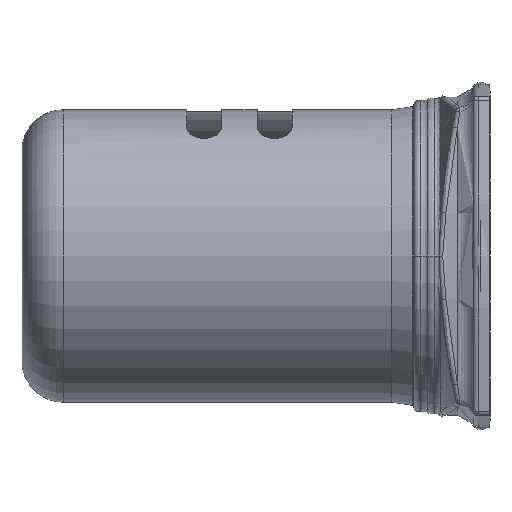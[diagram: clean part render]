
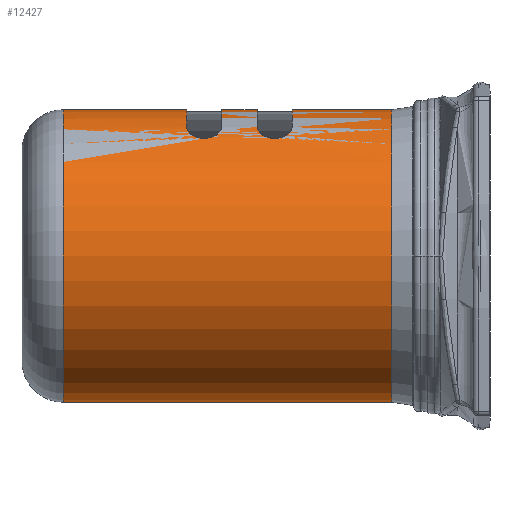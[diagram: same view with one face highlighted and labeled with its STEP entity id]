
A CAD part, left-side view. The second image highlights one B-rep face of the part: STEP entity #12427.
In plain terms, the highlighted cylindrical face has radius 20.765 mm (diameter 41.529 mm), a partial arc.
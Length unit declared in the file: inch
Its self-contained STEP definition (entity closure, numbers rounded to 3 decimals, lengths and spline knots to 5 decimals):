
#11543=CARTESIAN_POINT('',(0.,0.68,0.));
#11544=DIRECTION('',(0.,-1.,0.));
#11545=DIRECTION('',(0.,0.,1.));
#11546=AXIS2_PLACEMENT_3D('',#11543,#11544,#11545);
#11548=DIRECTION('',(0.,1.,0.));
#11549=VECTOR('',#11548,0.55586);
#11550=CARTESIAN_POINT('',(0.,0.12414,0.8175));
#11551=LINE('',#11550,#11549);
#11552=CARTESIAN_POINT('',(0.,0.12414,0.));
#11553=DIRECTION('',(0.,1.,0.));
#11554=DIRECTION('',(0.,0.,-1.));
#11555=AXIS2_PLACEMENT_3D('',#11552,#11553,#11554);
#11557=DIRECTION('',(0.,1.,0.));
#11558=VECTOR('',#11557,1.83586);
#11559=CARTESIAN_POINT('',(0.,0.12414,-0.8175));
#11560=LINE('',#11559,#11558);
#11561=DIRECTION('',(0.,1.,0.));
#11562=VECTOR('',#11561,0.691);
#11563=CARTESIAN_POINT('',(0.,1.269,0.8175));
#11564=LINE('',#11563,#11562);
#11565=CARTESIAN_POINT('',(0.,1.269,0.));
#11566=DIRECTION('',(0.,-1.,0.));
#11567=DIRECTION('',(0.,0.,1.));
#11568=AXIS2_PLACEMENT_3D('',#11565,#11566,#11567);
#11570=CARTESIAN_POINT('',(-0.388,1.074,0.71956));
#11571=CARTESIAN_POINT('',(-0.3948,1.074,0.71589));
#11572=CARTESIAN_POINT('',(-0.40816,1.07538,
0.70844));
#11573=CARTESIAN_POINT('',(-0.42809,1.0818,
0.69658));
#11574=CARTESIAN_POINT('',(-0.44604,1.09227,
0.68519));
#11575=CARTESIAN_POINT('',(-0.46102,1.10587,
0.67517));
#11576=CARTESIAN_POINT('',(-0.4728,1.12204,
0.66695));
#11577=CARTESIAN_POINT('',(-0.48113,1.14029,
0.66094));
#11578=CARTESIAN_POINT('',(-0.48569,1.16092,
0.65758));
#11579=CARTESIAN_POINT('',(-0.48571,1.18193,
0.65757));
#11580=CARTESIAN_POINT('',(-0.48116,1.20265,
0.66092));
#11581=CARTESIAN_POINT('',(-0.47284,1.22089,
0.66692));
#11582=CARTESIAN_POINT('',(-0.46106,1.2371,
0.67514));
#11583=CARTESIAN_POINT('',(-0.44602,1.25075,
0.6852));
#11584=CARTESIAN_POINT('',(-0.42798,1.26125,
0.69664));
#11585=CARTESIAN_POINT('',(-0.40807,1.26764,
0.7085));
#11586=CARTESIAN_POINT('',(-0.39476,1.269,0.71591));
#11587=CARTESIAN_POINT('',(-0.388,1.269,0.71956));
#11589=CARTESIAN_POINT('',(0.,1.074,0.));
#11590=DIRECTION('',(0.,-1.,0.));
#11591=DIRECTION('',(0.,0.,1.));
#11592=AXIS2_PLACEMENT_3D('',#11589,#11590,#11591);
#11594=DIRECTION('',(0.,1.,0.));
#11595=VECTOR('',#11594,0.199);
#11596=CARTESIAN_POINT('',(0.,0.875,0.8175));
#11597=LINE('',#11596,#11595);
#11598=CARTESIAN_POINT('',(0.,0.875,0.));
#11599=DIRECTION('',(0.,-1.,0.));
#11600=DIRECTION('',(0.,0.,1.));
#11601=AXIS2_PLACEMENT_3D('',#11598,#11599,#11600);
#11603=CARTESIAN_POINT('',(-0.388,0.68,0.71956));
#11604=CARTESIAN_POINT('',(-0.3948,0.68,0.71589));
#11605=CARTESIAN_POINT('',(-0.40816,0.68138,
0.70844));
#11606=CARTESIAN_POINT('',(-0.42809,0.6878,
0.69658));
#11607=CARTESIAN_POINT('',(-0.44604,0.69827,
0.68519));
#11608=CARTESIAN_POINT('',(-0.46102,0.71187,
0.67517));
#11609=CARTESIAN_POINT('',(-0.4728,0.72804,
0.66695));
#11610=CARTESIAN_POINT('',(-0.48113,0.74629,
0.66094));
#11611=CARTESIAN_POINT('',(-0.48569,0.76692,
0.65758));
#11612=CARTESIAN_POINT('',(-0.48571,0.78793,
0.65757));
#11613=CARTESIAN_POINT('',(-0.48116,0.80865,
0.66092));
#11614=CARTESIAN_POINT('',(-0.47284,0.82689,
0.66692));
#11615=CARTESIAN_POINT('',(-0.46106,0.8431,
0.67514));
#11616=CARTESIAN_POINT('',(-0.44602,0.85675,
0.6852));
#11617=CARTESIAN_POINT('',(-0.42798,0.86725,
0.69664));
#11618=CARTESIAN_POINT('',(-0.40807,0.87364,
0.7085));
#11619=CARTESIAN_POINT('',(-0.39476,0.875,0.71591));
#11620=CARTESIAN_POINT('',(-0.388,0.875,0.71956));
#12026=CARTESIAN_POINT('',(0.,1.96,0.));
#12027=DIRECTION('',(0.,1.,0.));
#12028=DIRECTION('',(0.,0.,-1.));
#12029=AXIS2_PLACEMENT_3D('',#12026,#12027,#12028);
#12211=CARTESIAN_POINT('',(0.,0.12414,-0.8175));
#12212=CARTESIAN_POINT('',(0.,1.96,-0.8175));
#12213=VERTEX_POINT('',#12211);
#12214=VERTEX_POINT('',#12212);
#12223=CARTESIAN_POINT('',(0.,1.96,0.8175));
#12225=VERTEX_POINT('',#12223);
#12232=CARTESIAN_POINT('',(0.,0.68,0.8175));
#12234=VERTEX_POINT('',#12232);
#12236=CARTESIAN_POINT('',(0.,0.875,0.8175));
#12237=VERTEX_POINT('',#12236);
#12239=CARTESIAN_POINT('',(0.,1.074,0.8175));
#12241=VERTEX_POINT('',#12239);
#12243=CARTESIAN_POINT('',(0.,1.269,0.8175));
#12244=VERTEX_POINT('',#12243);
#12259=CARTESIAN_POINT('',(-0.388,0.68,0.71956));
#12261=VERTEX_POINT('',#12259);
#12263=CARTESIAN_POINT('',(-0.388,0.875,0.71956));
#12265=VERTEX_POINT('',#12263);
#12267=CARTESIAN_POINT('',(-0.388,1.269,0.71956));
#12269=VERTEX_POINT('',#12267);
#12271=CARTESIAN_POINT('',(-0.388,1.074,0.71956));
#12273=VERTEX_POINT('',#12271);
#12275=CARTESIAN_POINT('',(0.,0.12414,0.8175));
#12276=VERTEX_POINT('',#12275);
#12397=CARTESIAN_POINT('',(0.,2.268,0.));
#12398=DIRECTION('',(0.,-1.,0.));
#12399=DIRECTION('',(0.,0.,1.));
#12400=AXIS2_PLACEMENT_3D('',#12397,#12398,#12399);
#12401=CYLINDRICAL_SURFACE('',#12400,0.8175);
#12403=ORIENTED_EDGE('',*,*,#12402,.F.);
#12405=ORIENTED_EDGE('',*,*,#12404,.F.);
#12406=ORIENTED_EDGE('',*,*,#12389,.F.);
#12408=ORIENTED_EDGE('',*,*,#12407,.T.);
#12410=ORIENTED_EDGE('',*,*,#12409,.T.);
#12412=ORIENTED_EDGE('',*,*,#12411,.F.);
#12414=ORIENTED_EDGE('',*,*,#12413,.T.);
#12416=ORIENTED_EDGE('',*,*,#12415,.F.);
#12418=ORIENTED_EDGE('',*,*,#12417,.F.);
#12420=ORIENTED_EDGE('',*,*,#12419,.F.);
#12422=ORIENTED_EDGE('',*,*,#12421,.T.);
#12424=ORIENTED_EDGE('',*,*,#12423,.F.);
#12425=EDGE_LOOP('',(#12403,#12405,#12406,#12408,#12410,#12412,#12414,#12416,
#12418,#12420,#12422,#12424));
#12426=FACE_OUTER_BOUND('',#12425,.F.);
#12427=ADVANCED_FACE('',(#12426),#12401,.T.);
#11547=CIRCLE('',#11546,0.8175);
#11556=CIRCLE('',#11555,0.8175);
#11569=CIRCLE('',#11568,0.8175);
#11588=B_SPLINE_CURVE_WITH_KNOTS('',3,(#11570,#11571,#11572,#11573,#11574,
#11575,#11576,#11577,#11578,#11579,#11580,#11581,#11582,#11583,#11584,#11585,
#11586,#11587),.UNSPECIFIED.,.F.,.F.,(4,1,1,1,1,1,1,1,1,1,1,1,1,1,1,4),(0.,
0.06667,0.13333,0.2,0.26667,0.33333,
0.4,0.46667,0.53333,0.6,0.66667,
0.73333,0.8,0.86667,0.93333,1.),
.UNSPECIFIED.);
#11593=CIRCLE('',#11592,0.8175);
#11602=CIRCLE('',#11601,0.8175);
#11621=B_SPLINE_CURVE_WITH_KNOTS('',3,(#11603,#11604,#11605,#11606,#11607,
#11608,#11609,#11610,#11611,#11612,#11613,#11614,#11615,#11616,#11617,#11618,
#11619,#11620),.UNSPECIFIED.,.F.,.F.,(4,1,1,1,1,1,1,1,1,1,1,1,1,1,1,4),(0.,
0.06667,0.13333,0.2,0.26667,0.33333,
0.4,0.46667,0.53333,0.6,0.66667,
0.73333,0.8,0.86667,0.93333,1.),
.UNSPECIFIED.);
#12030=CIRCLE('',#12029,0.8175);
#12389=EDGE_CURVE('',#12213,#12276,#11556,.T.);
#12402=EDGE_CURVE('',#12234,#12261,#11547,.T.);
#12404=EDGE_CURVE('',#12276,#12234,#11551,.T.);
#12407=EDGE_CURVE('',#12213,#12214,#11560,.T.);
#12409=EDGE_CURVE('',#12214,#12225,#12030,.T.);
#12411=EDGE_CURVE('',#12244,#12225,#11564,.T.);
#12413=EDGE_CURVE('',#12244,#12269,#11569,.T.);
#12415=EDGE_CURVE('',#12273,#12269,#11588,.T.);
#12417=EDGE_CURVE('',#12241,#12273,#11593,.T.);
#12419=EDGE_CURVE('',#12237,#12241,#11597,.T.);
#12421=EDGE_CURVE('',#12237,#12265,#11602,.T.);
#12423=EDGE_CURVE('',#12261,#12265,#11621,.T.);
